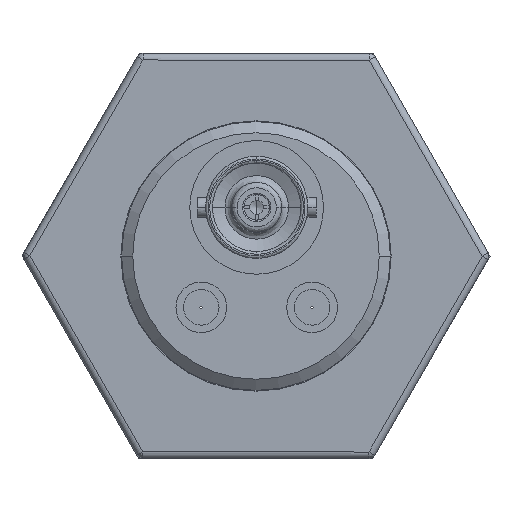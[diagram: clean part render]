
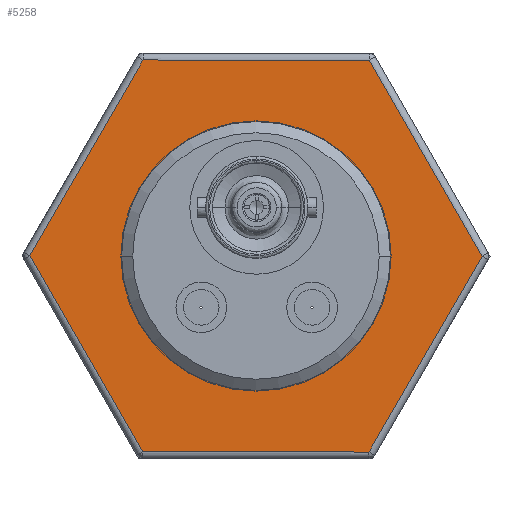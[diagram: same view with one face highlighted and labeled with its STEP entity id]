
A CAD part, front view. The second image highlights one B-rep face of the part: STEP entity #5258.
In plain terms, the highlighted planar face has unit normal (0, -1, 0).
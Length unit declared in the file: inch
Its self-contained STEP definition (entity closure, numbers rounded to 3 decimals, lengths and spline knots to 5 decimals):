
#602 = CARTESIAN_POINT ( 'NONE',  ( -0.0025, 0.02356, -0.47425 ) ) ;
#690 = CARTESIAN_POINT ( 'NONE',  ( -0.0025, 0.02356, 0.47425 ) ) ;
#1849 = VECTOR ( 'NONE', #4122, 39.37008 ) ;
#1850 = VECTOR ( 'NONE', #4115, 39.37008 ) ;
#1851 = VECTOR ( 'NONE', #4109, 39.37008 ) ;
#1852 = VECTOR ( 'NONE', #4103, 39.37008 ) ;
#1855 = VECTOR ( 'NONE', #4097, 39.37008 ) ;
#1857 = VECTOR ( 'NONE', #4099, 39.37008 ) ;
#1861 = CIRCLE ( 'NONE', #1868, 0.47425 ) ;
#1868 = AXIS2_PLACEMENT_3D ( 'NONE', #4082, #4083, #4084 ) ;
#2146 = VERTEX_POINT ( 'NONE', #3986 ) ;
#2147 = VERTEX_POINT ( 'NONE', #3987 ) ;
#2231 = VERTEX_POINT ( 'NONE', #4038 ) ;
#2270 = VERTEX_POINT ( 'NONE', #4064 ) ;
#3275 = CIRCLE ( 'NONE', #3282, 0.47425 ) ;
#3282 = AXIS2_PLACEMENT_3D ( 'NONE', #4265, #4266, #4268 ) ;
#3485 = EDGE_CURVE ( 'NONE', #10130, #9959, #1861, .T. ) ;
#3489 = EDGE_CURVE ( 'NONE', #2147, #2231, #4071, .T. ) ;
#3490 = EDGE_CURVE ( 'NONE', #2270, #2147, #4092, .T. ) ;
#3491 = EDGE_CURVE ( 'NONE', #2146, #2270, #4100, .T. ) ;
#3492 = EDGE_CURVE ( 'NONE', #6509, #2146, #4104, .T. ) ;
#3493 = EDGE_CURVE ( 'NONE', #6510, #6509, #4111, .T. ) ;
#3494 = EDGE_CURVE ( 'NONE', #2231, #6510, #4117, .T. ) ;
#3986 = CARTESIAN_POINT ( 'NONE',  ( -0.42185, 0.02356, -0.72455 ) ) ;
#3987 = CARTESIAN_POINT ( 'NONE',  ( 0.83466, 0.02356, -0.0009 ) ) ;
#4038 = CARTESIAN_POINT ( 'NONE',  ( 0.41685, 0.02356, 0.72455 ) ) ;
#4064 = CARTESIAN_POINT ( 'NONE',  ( 0.4153, 0.02356, -0.72545 ) ) ;
#4071 = LINE ( 'NONE', #4088, #1855 ) ;
#4082 = CARTESIAN_POINT ( 'NONE',  ( -0.0025, 0.02356, 0. ) ) ;
#4083 = DIRECTION ( 'NONE',  ( 0., 1., 0. ) ) ;
#4084 = DIRECTION ( 'NONE',  ( 0., 0., 1. ) ) ;
#4088 = CARTESIAN_POINT ( 'NONE',  ( 0.83466, 0.02356, -0.0009 ) ) ;
#4092 = LINE ( 'NONE', #4098, #1857 ) ;
#4097 = DIRECTION ( 'NONE',  ( -0.499, 0., 0.867 ) ) ;
#4098 = CARTESIAN_POINT ( 'NONE',  ( 0.4153, 0.02356, -0.72545 ) ) ;
#4099 = DIRECTION ( 'NONE',  ( 0.501, 0., 0.865 ) ) ;
#4100 = LINE ( 'NONE', #4101, #1852 ) ;
#4101 = CARTESIAN_POINT ( 'NONE',  ( -0.42185, 0.02356, -0.72455 ) ) ;
#4103 = DIRECTION ( 'NONE',  ( 1., 0., -0.001 ) ) ;
#4104 = LINE ( 'NONE', #4107, #1851 ) ;
#4107 = CARTESIAN_POINT ( 'NONE',  ( -0.83966, 0.02356, 0.0009 ) ) ;
#4109 = DIRECTION ( 'NONE',  ( 0.499, 0., -0.867 ) ) ;
#4111 = LINE ( 'NONE', #4113, #1850 ) ;
#4113 = CARTESIAN_POINT ( 'NONE',  ( -0.4203, 0.02356, 0.72545 ) ) ;
#4115 = DIRECTION ( 'NONE',  ( -0.501, 0., -0.865 ) ) ;
#4117 = LINE ( 'NONE', #4120, #1849 ) ;
#4120 = CARTESIAN_POINT ( 'NONE',  ( 0.41685, 0.02356, 0.72455 ) ) ;
#4122 = DIRECTION ( 'NONE',  ( -1., 0., 0.001 ) ) ;
#4265 = CARTESIAN_POINT ( 'NONE',  ( -0.0025, 0.02356, 0. ) ) ;
#4266 = DIRECTION ( 'NONE',  ( 0., 1., 0. ) ) ;
#4268 = DIRECTION ( 'NONE',  ( 0., 0., 1. ) ) ;
#5258 = ADVANCED_FACE ( 'NONE', ( #6568, #6569 ), #6570, .T. ) ;
#6083 = CARTESIAN_POINT ( 'NONE',  ( -0.83966, 0.02356, 0.0009 ) ) ;
#6084 = CARTESIAN_POINT ( 'NONE',  ( -0.4203, 0.02356, 0.72545 ) ) ;
#6509 = VERTEX_POINT ( 'NONE', #6083 ) ;
#6510 = VERTEX_POINT ( 'NONE', #6084 ) ;
#6564 = CARTESIAN_POINT ( 'NONE',  ( -0.00089, 0.02356, 1.5 ) ) ;
#6568 = FACE_OUTER_BOUND ( 'NONE', #11125, .T. ) ;
#6569 = FACE_BOUND ( 'NONE', #11121, .T. ) ;
#6570 = PLANE ( 'NONE',  #11990 ) ;
#6572 = DIRECTION ( 'NONE',  ( 0., -1., 0. ) ) ;
#6573 = DIRECTION ( 'NONE',  ( 1., 0., 0. ) ) ;
#8052 = ORIENTED_EDGE ( 'NONE', *, *, #8310, .T. ) ;
#8053 = ORIENTED_EDGE ( 'NONE', *, *, #3485, .T. ) ;
#8054 = ORIENTED_EDGE ( 'NONE', *, *, #3491, .T. ) ;
#8055 = ORIENTED_EDGE ( 'NONE', *, *, #3492, .T. ) ;
#8056 = ORIENTED_EDGE ( 'NONE', *, *, #3493, .T. ) ;
#8057 = ORIENTED_EDGE ( 'NONE', *, *, #3494, .T. ) ;
#8058 = ORIENTED_EDGE ( 'NONE', *, *, #3489, .T. ) ;
#8059 = ORIENTED_EDGE ( 'NONE', *, *, #3490, .T. ) ;
#8310 = EDGE_CURVE ( 'NONE', #9959, #10130, #3275, .T. ) ;
#9959 = VERTEX_POINT ( 'NONE', #602 ) ;
#10130 = VERTEX_POINT ( 'NONE', #690 ) ;
#11121 = EDGE_LOOP ( 'NONE', ( #8053, #8052 ) ) ;
#11125 = EDGE_LOOP ( 'NONE', ( #8059, #8058, #8057, #8056, #8055, #8054 ) ) ;
#11990 = AXIS2_PLACEMENT_3D ( 'NONE', #6564, #6572, #6573 ) ;
